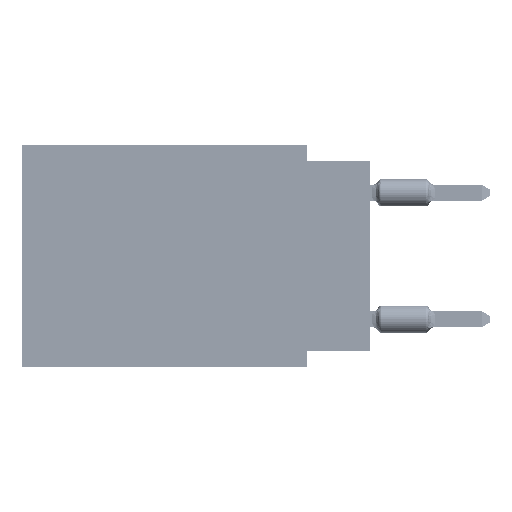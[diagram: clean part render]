
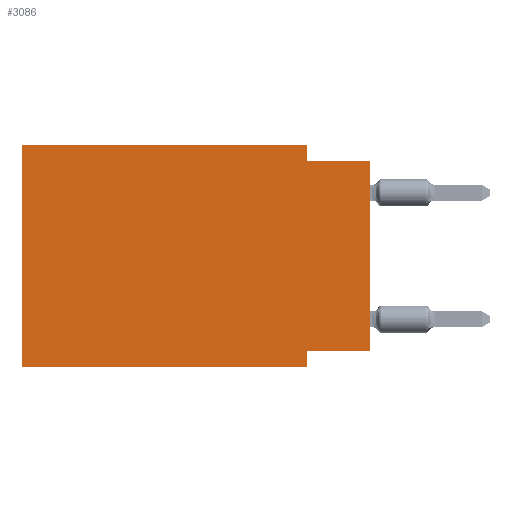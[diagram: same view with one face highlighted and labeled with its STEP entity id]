
A CAD part, left-side view. The second image highlights one B-rep face of the part: STEP entity #3086.
In plain terms, the highlighted planar face has unit normal (-1, 0, 0).
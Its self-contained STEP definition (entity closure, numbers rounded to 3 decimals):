
#96 = LINE ( 'NONE', #46933, #53748 ) ;
#845 = VECTOR ( 'NONE', #23264, 1000. ) ;
#947 = DIRECTION ( 'NONE',  ( 0., -1., 0. ) ) ;
#954 = CARTESIAN_POINT ( 'NONE',  ( 0., 13.97, 0. ) ) ;
#984 = CARTESIAN_POINT ( 'NONE',  ( 0., 2.54, -0.635 ) ) ;
#1969 = CARTESIAN_POINT ( 'NONE',  ( 0., 2.54, -8.89 ) ) ;
#3086 = ADVANCED_FACE ( 'NONE', ( #22980 ), #58553, .F. ) ;
#3644 = VECTOR ( 'NONE', #66874, 1000. ) ;
#3884 = DIRECTION ( 'NONE',  ( 0., -1., 0. ) ) ;
#10007 = VERTEX_POINT ( 'NONE', #984 ) ;
#10365 = DIRECTION ( 'NONE',  ( 0., 0., -1. ) ) ;
#10880 = EDGE_CURVE ( 'NONE', #27449, #61472, #27934, .T. ) ;
#11931 = VECTOR ( 'NONE', #3884, 1000. ) ;
#13890 = AXIS2_PLACEMENT_3D ( 'NONE', #18537, #54774, #28786 ) ;
#16678 = ORIENTED_EDGE ( 'NONE', *, *, #34511, .T. ) ;
#17660 = VECTOR ( 'NONE', #947, 1000. ) ;
#18537 = CARTESIAN_POINT ( 'NONE',  ( 0., 13.97, 0. ) ) ;
#19274 = CARTESIAN_POINT ( 'NONE',  ( 0., 0., 0. ) ) ;
#20772 = VERTEX_POINT ( 'NONE', #59587 ) ;
#22980 = FACE_OUTER_BOUND ( 'NONE', #48835, .T. ) ;
#23264 = DIRECTION ( 'NONE',  ( 0., 1., 0. ) ) ;
#24710 = EDGE_CURVE ( 'NONE', #63323, #49781, #63189, .T. ) ;
#25598 = DIRECTION ( 'NONE',  ( 0., -1., 0. ) ) ;
#27449 = VERTEX_POINT ( 'NONE', #65527 ) ;
#27646 = EDGE_CURVE ( 'NONE', #20772, #63323, #28193, .T. ) ;
#27920 = CARTESIAN_POINT ( 'NONE',  ( 0., 0., -0.635 ) ) ;
#27934 = LINE ( 'NONE', #1969, #3644 ) ;
#28193 = LINE ( 'NONE', #43586, #33522 ) ;
#28390 = LINE ( 'NONE', #33191, #845 ) ;
#28786 = DIRECTION ( 'NONE',  ( 0., 0., -1. ) ) ;
#31931 = CARTESIAN_POINT ( 'NONE',  ( 0., 0., -0.635 ) ) ;
#33191 = CARTESIAN_POINT ( 'NONE',  ( 0., 0., -8.255 ) ) ;
#33522 = VECTOR ( 'NONE', #48370, 1000. ) ;
#33957 = VERTEX_POINT ( 'NONE', #51372 ) ;
#34511 = EDGE_CURVE ( 'NONE', #20772, #61472, #59971, .T. ) ;
#35890 = ORIENTED_EDGE ( 'NONE', *, *, #24710, .F. ) ;
#36502 = ORIENTED_EDGE ( 'NONE', *, *, #44848, .F. ) ;
#36594 = ORIENTED_EDGE ( 'NONE', *, *, #40668, .F. ) ;
#37015 = ORIENTED_EDGE ( 'NONE', *, *, #54118, .T. ) ;
#39955 = VERTEX_POINT ( 'NONE', #31931 ) ;
#40668 = EDGE_CURVE ( 'NONE', #33957, #27449, #28390, .T. ) ;
#43586 = CARTESIAN_POINT ( 'NONE',  ( 0., 13.97, 0. ) ) ;
#44848 = EDGE_CURVE ( 'NONE', #49781, #10007, #96, .T. ) ;
#45705 = VECTOR ( 'NONE', #61006, 1000. ) ;
#46059 = ORIENTED_EDGE ( 'NONE', *, *, #59644, .F. ) ;
#46933 = CARTESIAN_POINT ( 'NONE',  ( 0., 2.54, 0. ) ) ;
#48370 = DIRECTION ( 'NONE',  ( 0., 0., 1. ) ) ;
#48835 = EDGE_LOOP ( 'NONE', ( #37015, #46059, #36502, #35890, #55239, #16678, #65583, #36594 ) ) ;
#49781 = VERTEX_POINT ( 'NONE', #66547 ) ;
#50717 = CARTESIAN_POINT ( 'NONE',  ( 0., 13.97, -8.89 ) ) ;
#51372 = CARTESIAN_POINT ( 'NONE',  ( 0., 0., -8.255 ) ) ;
#51398 = LINE ( 'NONE', #19274, #45705 ) ;
#53748 = VECTOR ( 'NONE', #10365, 1000. ) ;
#54118 = EDGE_CURVE ( 'NONE', #33957, #39955, #51398, .T. ) ;
#54774 = DIRECTION ( 'NONE',  ( 1., 0., 0. ) ) ;
#55239 = ORIENTED_EDGE ( 'NONE', *, *, #27646, .F. ) ;
#58553 = PLANE ( 'NONE',  #13890 ) ;
#59587 = CARTESIAN_POINT ( 'NONE',  ( 0., 13.97, -8.89 ) ) ;
#59644 = EDGE_CURVE ( 'NONE', #10007, #39955, #63181, .T. ) ;
#59971 = LINE ( 'NONE', #50717, #11931 ) ;
#60777 = VECTOR ( 'NONE', #25598, 1000. ) ;
#61006 = DIRECTION ( 'NONE',  ( 0., 0., 1. ) ) ;
#61472 = VERTEX_POINT ( 'NONE', #66131 ) ;
#63181 = LINE ( 'NONE', #27920, #17660 ) ;
#63189 = LINE ( 'NONE', #954, #60777 ) ;
#63323 = VERTEX_POINT ( 'NONE', #64693 ) ;
#64693 = CARTESIAN_POINT ( 'NONE',  ( 0., 13.97, 0. ) ) ;
#65527 = CARTESIAN_POINT ( 'NONE',  ( 0., 2.54, -8.255 ) ) ;
#65583 = ORIENTED_EDGE ( 'NONE', *, *, #10880, .F. ) ;
#66131 = CARTESIAN_POINT ( 'NONE',  ( 0., 2.54, -8.89 ) ) ;
#66547 = CARTESIAN_POINT ( 'NONE',  ( 0., 2.54, 0. ) ) ;
#66874 = DIRECTION ( 'NONE',  ( 0., 0., -1. ) ) ;
